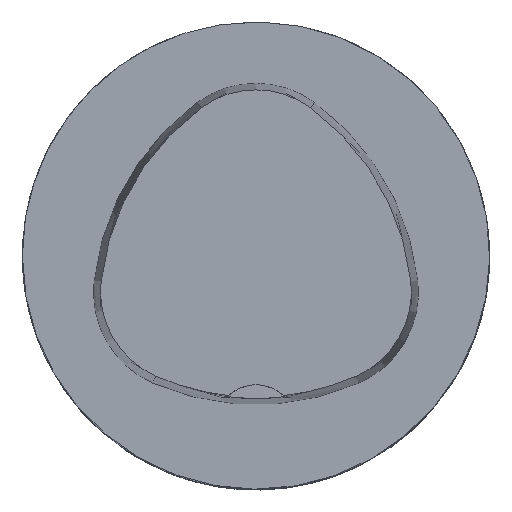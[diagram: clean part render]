
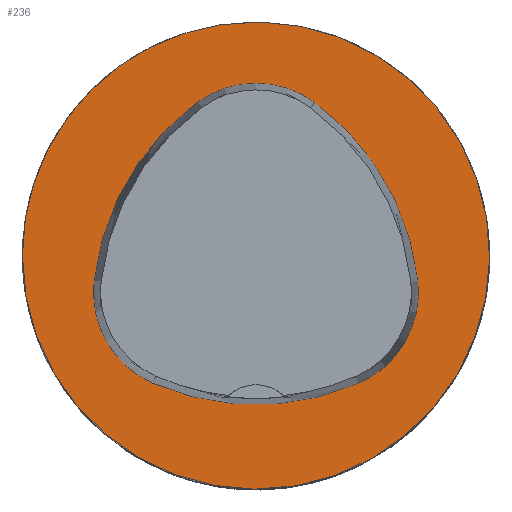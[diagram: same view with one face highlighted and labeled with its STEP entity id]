
A CAD part, top view. The second image highlights one B-rep face of the part: STEP entity #236.
In plain terms, the highlighted planar face has unit normal (0, 0, 1).
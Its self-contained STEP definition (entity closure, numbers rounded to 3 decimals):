
#210=FACE_BOUND('',#333,.T.);
#211=FACE_BOUND('',#334,.T.);
#236=ADVANCED_FACE('',(#210,#211),#255,.T.);
#255=PLANE('',#798);
#333=EDGE_LOOP('',(#432,#433,#434,#435,#436,#437));
#334=EDGE_LOOP('',(#438));
#432=ORIENTED_EDGE('',*,*,#578,.T.);
#433=ORIENTED_EDGE('',*,*,#558,.T.);
#434=ORIENTED_EDGE('',*,*,#562,.T.);
#435=ORIENTED_EDGE('',*,*,#565,.T.);
#436=ORIENTED_EDGE('',*,*,#568,.T.);
#437=ORIENTED_EDGE('',*,*,#576,.T.);
#438=ORIENTED_EDGE('',*,*,#548,.F.);
#499=VERTEX_POINT('',#1101);
#509=VERTEX_POINT('',#1128);
#510=VERTEX_POINT('',#1129);
#513=VERTEX_POINT('',#1137);
#515=VERTEX_POINT('',#1143);
#517=VERTEX_POINT('',#1149);
#524=VERTEX_POINT('',#1170);
#548=EDGE_CURVE('',#499,#499,#604,.T.);
#558=EDGE_CURVE('',#509,#510,#606,.T.);
#562=EDGE_CURVE('',#510,#513,#608,.T.);
#565=EDGE_CURVE('',#513,#515,#610,.T.);
#568=EDGE_CURVE('',#515,#517,#612,.T.);
#576=EDGE_CURVE('',#517,#524,#616,.T.);
#578=EDGE_CURVE('',#524,#509,#618,.T.);
#604=CIRCLE('',#768,40.);
#606=CIRCLE('',#776,44.);
#608=CIRCLE('',#779,17.);
#610=CIRCLE('',#782,44.);
#612=CIRCLE('',#785,17.);
#616=CIRCLE('',#790,44.);
#618=CIRCLE('',#793,17.);
#768=AXIS2_PLACEMENT_3D('',#1100,#904,#905);
#776=AXIS2_PLACEMENT_3D('',#1127,#925,#926);
#779=AXIS2_PLACEMENT_3D('',#1136,#933,#934);
#782=AXIS2_PLACEMENT_3D('',#1142,#940,#941);
#785=AXIS2_PLACEMENT_3D('',#1148,#947,#948);
#790=AXIS2_PLACEMENT_3D('',#1171,#959,#960);
#793=AXIS2_PLACEMENT_3D('',#1174,#965,#966);
#798=AXIS2_PLACEMENT_3D('',#1179,#975,#976);
#904=DIRECTION('',(0.,0.,-1.));
#905=DIRECTION('',(-1.,0.,0.));
#925=DIRECTION('',(0.,0.,-1.));
#926=DIRECTION('',(-1.,0.,0.));
#933=DIRECTION('',(0.,0.,-1.));
#934=DIRECTION('',(-1.,0.,0.));
#940=DIRECTION('',(0.,0.,-1.));
#941=DIRECTION('',(-1.,0.,0.));
#947=DIRECTION('',(0.,0.,-1.));
#948=DIRECTION('',(-1.,0.,0.));
#959=DIRECTION('',(0.,0.,-1.));
#960=DIRECTION('',(-1.,0.,0.));
#965=DIRECTION('',(0.,0.,-1.));
#966=DIRECTION('',(-1.,0.,0.));
#975=DIRECTION('',(0.,0.,1.));
#976=DIRECTION('',(1.,0.,0.));
#1100=CARTESIAN_POINT('',(0.,0.,0.));
#1101=CARTESIAN_POINT('',(-40.,0.,0.));
#1127=CARTESIAN_POINT('',(16.01,-9.224,0.));
#1128=CARTESIAN_POINT('',(-27.722,-4.378,0.));
#1129=CARTESIAN_POINT('',(-10.119,26.178,0.));
#1136=CARTESIAN_POINT('',(-0.023,12.5,0.));
#1137=CARTESIAN_POINT('',(10.049,26.194,0.));
#1142=CARTESIAN_POINT('',(-16.021,-9.25,0.));
#1143=CARTESIAN_POINT('',(27.71,-4.394,0.));
#1148=CARTESIAN_POINT('',(10.814,-6.27,0.));
#1149=CARTESIAN_POINT('',(17.611,-21.852,0.));
#1170=CARTESIAN_POINT('',(-17.652,-21.819,0.));
#1171=CARTESIAN_POINT('',(0.017,18.477,0.));
#1174=CARTESIAN_POINT('',(-10.825,-6.25,0.));
#1179=CARTESIAN_POINT('',(0.,0.,0.));
